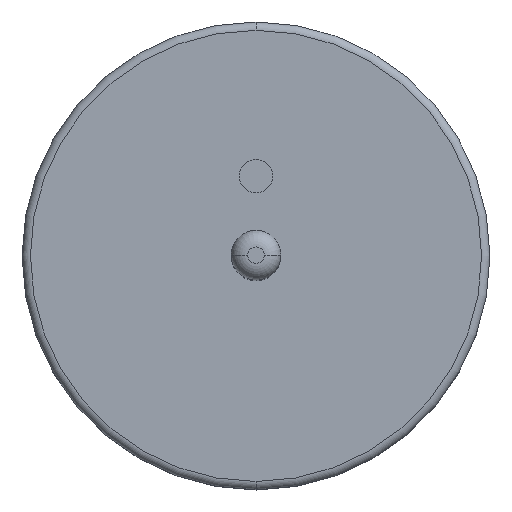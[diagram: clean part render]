
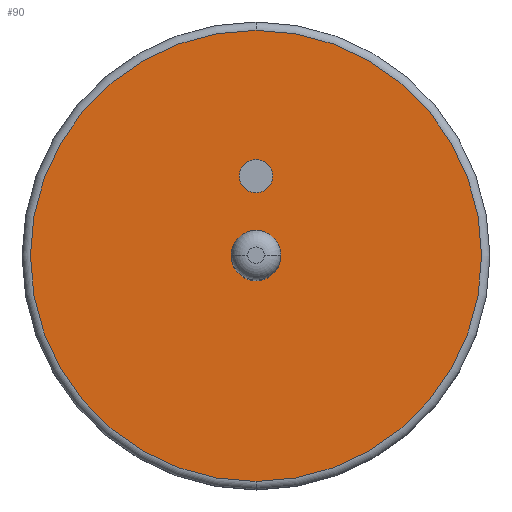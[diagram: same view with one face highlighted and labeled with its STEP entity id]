
A CAD part, top view. The second image highlights one B-rep face of the part: STEP entity #90.
In plain terms, the highlighted planar face has unit normal (0, 0, 1).
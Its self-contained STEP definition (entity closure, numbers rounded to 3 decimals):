
#15 = VERTEX_POINT ( 'NONE', #60 ) ;
#42 = DIRECTION ( 'NONE',  ( 0., 0., -1. ) ) ;
#56 = DIRECTION ( 'NONE',  ( 0., 1., 0. ) ) ;
#57 = CARTESIAN_POINT ( 'NONE',  ( 2.975, 0., 34.35 ) ) ;
#60 = CARTESIAN_POINT ( 'NONE',  ( 0., -27., 34.35 ) ) ;
#69 = DIRECTION ( 'NONE',  ( 0., 0., 1. ) ) ;
#81 = ORIENTED_EDGE ( 'NONE', *, *, #292, .F. ) ;
#83 = VERTEX_POINT ( 'NONE', #57 ) ;
#90 = ADVANCED_FACE ( 'NONE', ( #275, #740, #160 ), #150, .F. ) ;
#99 = DIRECTION ( 'NONE',  ( 0., 0., 1. ) ) ;
#101 = CARTESIAN_POINT ( 'NONE',  ( 0., 0., 34.35 ) ) ;
#105 = DIRECTION ( 'NONE',  ( 0., 0., 1. ) ) ;
#106 = CARTESIAN_POINT ( 'NONE',  ( 0., 0., 34.35 ) ) ;
#110 = DIRECTION ( 'NONE',  ( 0., 1., 0. ) ) ;
#117 = CARTESIAN_POINT ( 'NONE',  ( 0., 27., 34.35 ) ) ;
#135 = CARTESIAN_POINT ( 'NONE',  ( 0., 28., 34.35 ) ) ;
#144 = DIRECTION ( 'NONE',  ( 1., 0., 0. ) ) ;
#150 = PLANE ( 'NONE',  #446 ) ;
#154 = DIRECTION ( 'NONE',  ( 0., 1., 0. ) ) ;
#160 = FACE_OUTER_BOUND ( 'NONE', #632, .T. ) ;
#164 = CARTESIAN_POINT ( 'NONE',  ( -2., 9.55, 34.35 ) ) ;
#226 = AXIS2_PLACEMENT_3D ( 'NONE', #101, #105, #110 ) ;
#244 = CARTESIAN_POINT ( 'NONE',  ( 0., 9.55, 34.35 ) ) ;
#248 = EDGE_CURVE ( 'NONE', #83, #574, #396, .T. ) ;
#257 = CIRCLE ( 'NONE', #603, 27. ) ;
#275 = FACE_BOUND ( 'NONE', #585, .T. ) ;
#292 = EDGE_CURVE ( 'NONE', #492, #344, #503, .T. ) ;
#305 = ORIENTED_EDGE ( 'NONE', *, *, #732, .F. ) ;
#308 = EDGE_CURVE ( 'NONE', #344, #492, #769, .T. ) ;
#311 = CARTESIAN_POINT ( 'NONE',  ( 0., 9.55, 34.35 ) ) ;
#320 = DIRECTION ( 'NONE',  ( 1., 0., 0. ) ) ;
#344 = VERTEX_POINT ( 'NONE', #478 ) ;
#376 = EDGE_CURVE ( 'NONE', #810, #15, #660, .T. ) ;
#395 = DIRECTION ( 'NONE',  ( 0., 1., 0. ) ) ;
#396 = CIRCLE ( 'NONE', #697, 2.975 ) ;
#433 = AXIS2_PLACEMENT_3D ( 'NONE', #504, #69, #56 ) ;
#446 = AXIS2_PLACEMENT_3D ( 'NONE', #135, #42, #154 ) ;
#468 = ORIENTED_EDGE ( 'NONE', *, *, #248, .F. ) ;
#478 = CARTESIAN_POINT ( 'NONE',  ( 2., 9.55, 34.35 ) ) ;
#487 = ORIENTED_EDGE ( 'NONE', *, *, #308, .F. ) ;
#490 = EDGE_LOOP ( 'NONE', ( #487, #81 ) ) ;
#492 = VERTEX_POINT ( 'NONE', #164 ) ;
#503 = CIRCLE ( 'NONE', #638, 2. ) ;
#504 = CARTESIAN_POINT ( 'NONE',  ( 0., 0., 34.35 ) ) ;
#510 = DIRECTION ( 'NONE',  ( 0., 0., 1. ) ) ;
#535 = ORIENTED_EDGE ( 'NONE', *, *, #593, .T. ) ;
#550 = CARTESIAN_POINT ( 'NONE',  ( -2.975, 0., 34.35 ) ) ;
#574 = VERTEX_POINT ( 'NONE', #550 ) ;
#581 = ORIENTED_EDGE ( 'NONE', *, *, #376, .T. ) ;
#585 = EDGE_LOOP ( 'NONE', ( #305, #468 ) ) ;
#589 = AXIS2_PLACEMENT_3D ( 'NONE', #311, #667, #320 ) ;
#593 = EDGE_CURVE ( 'NONE', #15, #810, #257, .T. ) ;
#603 = AXIS2_PLACEMENT_3D ( 'NONE', #106, #510, #395 ) ;
#632 = EDGE_LOOP ( 'NONE', ( #581, #535 ) ) ;
#638 = AXIS2_PLACEMENT_3D ( 'NONE', #244, #99, #144 ) ;
#660 = CIRCLE ( 'NONE', #433, 27. ) ;
#667 = DIRECTION ( 'NONE',  ( 0., 0., 1. ) ) ;
#678 = CIRCLE ( 'NONE', #226, 2.975 ) ;
#693 = CARTESIAN_POINT ( 'NONE',  ( 0., 0., 34.35 ) ) ;
#697 = AXIS2_PLACEMENT_3D ( 'NONE', #693, #698, #699 ) ;
#698 = DIRECTION ( 'NONE',  ( 0., 0., 1. ) ) ;
#699 = DIRECTION ( 'NONE',  ( 0., 1., 0. ) ) ;
#732 = EDGE_CURVE ( 'NONE', #574, #83, #678, .T. ) ;
#740 = FACE_BOUND ( 'NONE', #490, .T. ) ;
#769 = CIRCLE ( 'NONE', #589, 2. ) ;
#810 = VERTEX_POINT ( 'NONE', #117 ) ;
